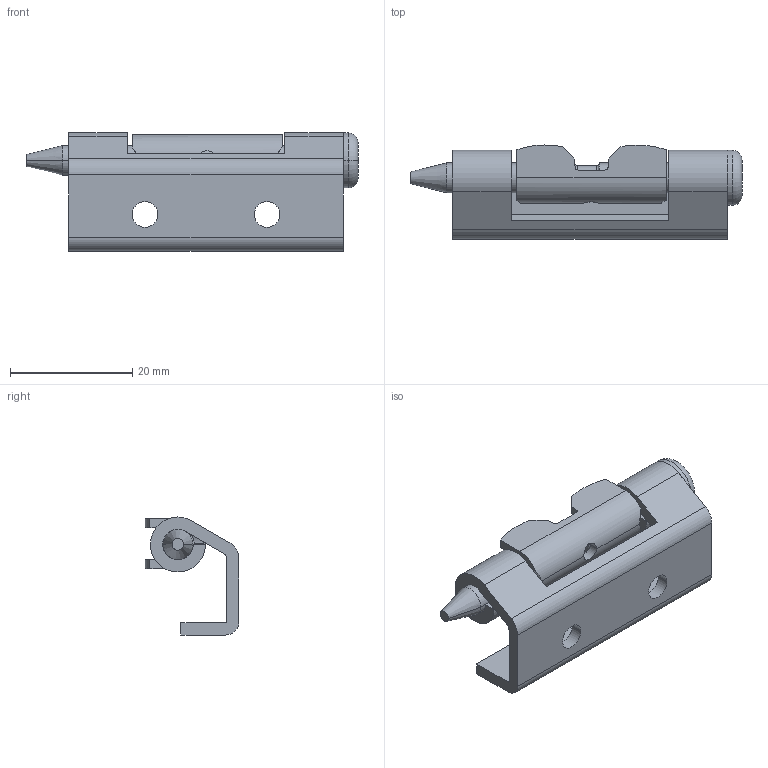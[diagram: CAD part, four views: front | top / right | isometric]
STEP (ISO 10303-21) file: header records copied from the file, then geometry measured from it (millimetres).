
FILE_DESCRIPTION(('CATIA V5 STEP Exchange'),'2;1');
FILE_NAME('final assembley 02.04.2018.stp','2018-04-04T12:50:21+00:00',('none'),('none'),'CATIA Version 5 Release 20 GA (IN-10)','CATIA V5 STEP AP203','none');
FILE_SCHEMA(('CONFIG_CONTROL_DESIGN'));
Length unit declared in the file: millimetre
Products named in the file (1): Product1
Assembly tree (3 placements, depth 2):
  Product1
    #58
    #1002
    #1510
Bounding box: 54.4 x 15.38 x 19.34 mm (x, y, z)
Volume: 4677.8 mm3; surface area: 5475.5 mm2
Topology: 3 solids, 3 shells, 95 faces, 256 edges, 168 vertices
Faces by surface type: cylinder 46, plane 41, torus 6, cone 2
Entity records: 2960 total; most frequent: CARTESIAN_POINT 668, ORIENTED_EDGE 512, DIRECTION 356, EDGE_CURVE 256, VERTEX_POINT 168, AXIS2_PLACEMENT_3D 156, VECTOR 130, LINE 130
